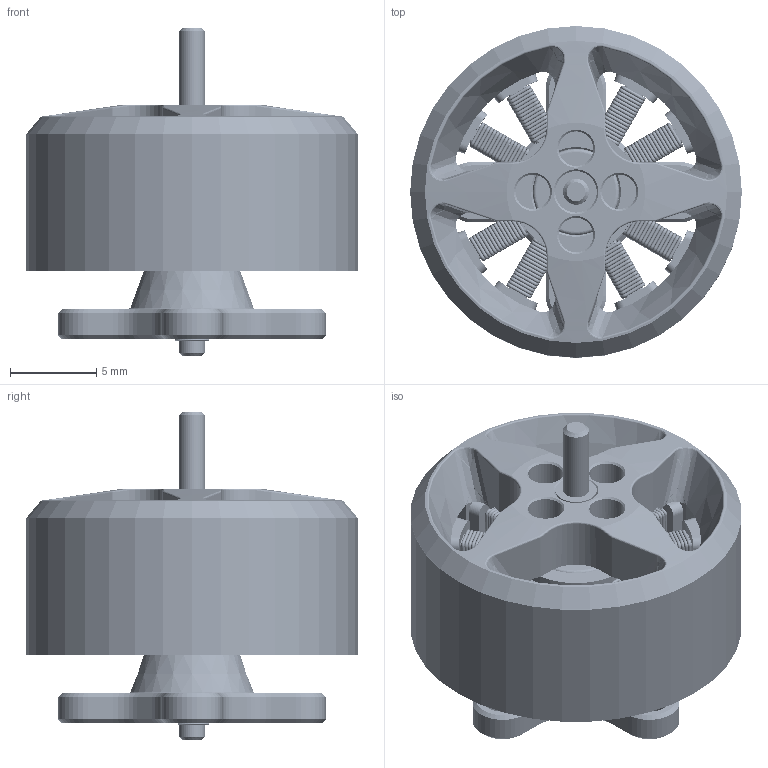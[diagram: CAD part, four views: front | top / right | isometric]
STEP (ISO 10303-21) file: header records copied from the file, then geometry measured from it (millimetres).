
FILE_DESCRIPTION(('FreeCAD Model'),'2;1');
FILE_NAME('Open CASCADE Shape Model','2025-05-05T05:55:46',('FreeCAD'),( 'FreeCAD'),'Open CASCADE STEP processor 7.6','FreeCAD','Unknown');
FILE_SCHEMA(('AUTOMOTIVE_DESIGN { 1 0 10303 214 1 1 1 1 }'));
Length unit declared in the file: millimetre
Products named in the file (1): Open CASCADE STEP translator 7.6 1
Bounding box: 19.2 x 19.2 x 19 mm (x, y, z)
Volume: 1933.8 mm3; surface area: 6044.1 mm2
Topology: 51 solids, 51 shells, 7332 faces, 14897 edges, 7672 vertices
Faces by surface type: torus 6650, plane 327, cylinder 237, cone 58, bspline 48, sphere 12
Full cylindrical faces by diameter (mm): 1.3 x1, 1.5 x8, 2 x8, 2.4 x2, 5 x6, 5.6 x2, 5.7 x1, 7.2 x1, 18.5 x1, 19.2 x2
Entity records: 209357 total; most frequent: CARTESIAN_POINT 74566, ORIENTED_EDGE 29762, DIRECTION 29572, EDGE_CURVE 14881, AXIS2_PLACEMENT_3D 14433, VERTEX_POINT 7672, FACE_BOUND 7393, EDGE_LOOP 7393
